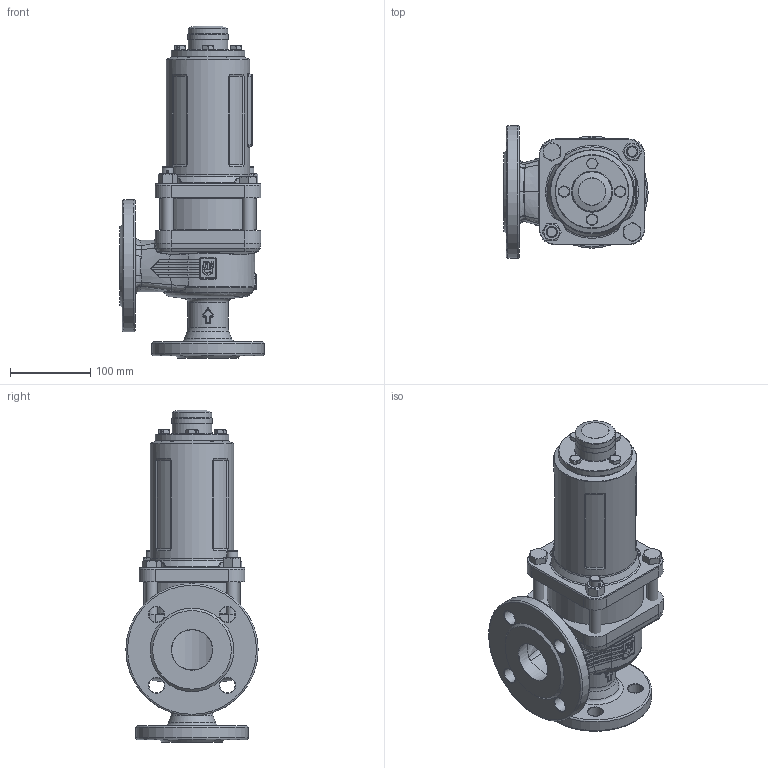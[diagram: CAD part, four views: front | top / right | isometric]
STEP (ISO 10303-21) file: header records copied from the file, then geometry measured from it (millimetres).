
FILE_DESCRIPTION(('HOOPS Exchange Step'),'2;1');
FILE_NAME('SF0602_DN32_32-50.stp','2025-06-27T13:22:29+02:00',('nieru'),('Unknown organisation'),'HOOPS Exchange 2024.2','HOOPS Exchange','Unknown authorisation');
FILE_SCHEMA( ('AP203_CONFIGURATION_CONTROLLED_3D_DESIGN_OF_MECHANICAL_PARTS_AND_ASSEMBLIES_MIM_LF') );
Length unit declared in the file: millimetre
Products named in the file (2): 0; root
Assembly tree (1 placements, depth 2):
  root
    0
Bounding box: 180 x 165 x 414.3 mm (x, y, z)
Volume: 3405271.7 mm3; surface area: 382206.1 mm2
Topology: 16 solids, 16 shells, 1335 faces, 3292 edges, 1990 vertices
Faces by surface type: bspline 537, cylinder 287, plane 265, torus 142, cone 103, sphere 1
Full cylindrical faces by diameter (mm): 2 x2, 3 x1, 11.6 x4, 11.835 x2, 14 x6, 19 x8, 29.8 x1, 35 x1, 47.8 x1, 50 x4, 57.215 x1, 92 x1, 102.793 x1, 104 x1, 116 x2, 120 x1, 140 x1, 165 x1
Entity records: 102531 total; most frequent: CARTESIAN_POINT 74635, ORIENTED_EDGE 6494, DIRECTION 4399, EDGE_CURVE 3247, VERTEX_POINT 1990, AXIS2_PLACEMENT_3D 1784, B_SPLINE_CURVE_WITH_KNOTS 1418, EDGE_LOOP 1411
